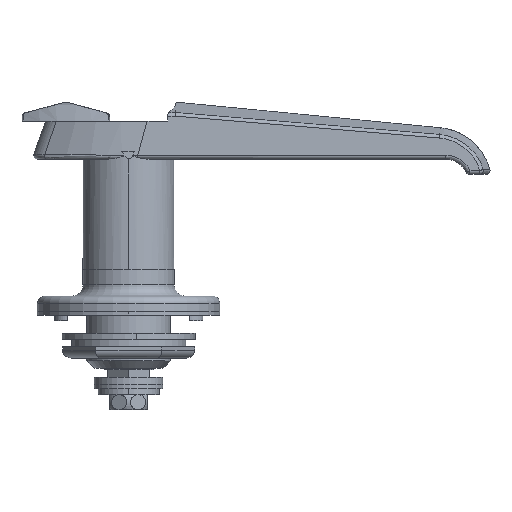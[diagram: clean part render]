
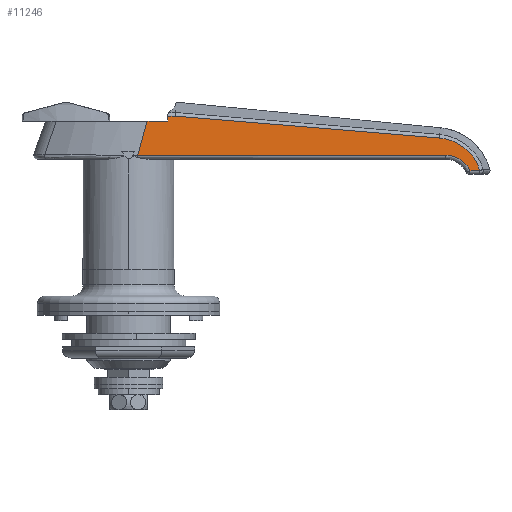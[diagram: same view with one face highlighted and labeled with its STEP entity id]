
A CAD part, left-side view. The second image highlights one B-rep face of the part: STEP entity #11246.
In plain terms, the highlighted planar face has unit normal (-0.998, -0.054, 0.026).
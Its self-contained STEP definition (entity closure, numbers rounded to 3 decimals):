
#389 = LINE ( 'NONE', #390, #4079 ) ;
#390 = CARTESIAN_POINT ( 'NONE',  ( -6.358, -99.986, 10. ) ) ;
#391 = DIRECTION ( 'NONE',  ( 0.054, -0.999, 0. ) ) ;
#441 = LINE ( 'NONE', #442, #12226 ) ;
#442 = CARTESIAN_POINT ( 'NONE',  ( -11.635, -4.137, 7.5 ) ) ;
#443 = DIRECTION ( 'NONE',  ( 0.04, -0.263, 0.964 ) ) ;
#1534 = PLANE ( 'NONE',  #10950 ) ;
#1535 = CARTESIAN_POINT ( 'NONE',  ( -6.619, -100., 0. ) ) ;
#1536 = DIRECTION ( 'NONE',  ( 0.998, 0.054, -0.026 ) ) ;
#1537 = DIRECTION ( 'NONE',  ( -0.054, 0.999, 0. ) ) ;
#1564 = LINE ( 'NONE', #1565, #10962 ) ;
#1565 = CARTESIAN_POINT ( 'NONE',  ( -6.496, -100.327, 4.027 ) ) ;
#1566 = DIRECTION ( 'NONE',  ( -0.052, 0.995, 0.082 ) ) ;
#1586 = LINE ( 'NONE', #1587, #10966 ) ;
#1587 = CARTESIAN_POINT ( 'NONE',  ( -6.3, -99.798, 12.606 ) ) ;
#1588 = DIRECTION ( 'NONE',  ( -0.055, 0.998, -0.015 ) ) ;
#1605 = LINE ( 'NONE', #1606, #10974 ) ;
#1606 = CARTESIAN_POINT ( 'NONE',  ( -7.498, -83.342, 1.026 ) ) ;
#1607 = DIRECTION ( 'NONE',  ( 0.054, -0.999, 0. ) ) ;
#1610 = CARTESIAN_POINT ( 'NONE',  ( -11.238, -10.234, 10. ) ) ;
#1611 = CARTESIAN_POINT ( 'NONE',  ( -11.226, -10.239, 10.43 ) ) ;
#1612 = CARTESIAN_POINT ( 'NONE',  ( -11.214, -10.244, 10.861 ) ) ;
#1613 = CARTESIAN_POINT ( 'NONE',  ( -11.203, -10.249, 11.292 ) ) ;
#1615 = LINE ( 'NONE', #1616, #10977 ) ;
#1616 = CARTESIAN_POINT ( 'NONE',  ( -6.697, -100.004, -2.974 ) ) ;
#1617 = DIRECTION ( 'NONE',  ( 0.054, -0.999, 0. ) ) ;
#1775 = CARTESIAN_POINT ( 'NONE',  ( -7.495, -83.397, 1.026 ) ) ;
#1776 = CARTESIAN_POINT ( 'NONE',  ( -7.344, -86.179, 1.026 ) ) ;
#1777 = CARTESIAN_POINT ( 'NONE',  ( -7.255, -88.53, -0.461 ) ) ;
#1778 = CARTESIAN_POINT ( 'NONE',  ( -7.256, -89.722, -2.974 ) ) ;
#1779 = CARTESIAN_POINT ( 'NONE',  ( -7.116, -92.305, -2.974 ) ) ;
#1780 = CARTESIAN_POINT ( 'NONE',  ( -7.109, -92.154, -2.385 ) ) ;
#1781 = CARTESIAN_POINT ( 'NONE',  ( -7.105, -91.949, -1.821 ) ) ;
#1782 = CARTESIAN_POINT ( 'NONE',  ( -7.104, -91.57, -1.006 ) ) ;
#1783 = CARTESIAN_POINT ( 'NONE',  ( -7.105, -91.432, -0.74 ) ) ;
#1784 = CARTESIAN_POINT ( 'NONE',  ( -7.107, -91.132, -0.218 ) ) ;
#1785 = CARTESIAN_POINT ( 'NONE',  ( -7.109, -90.969, 0.038 ) ) ;
#1786 = CARTESIAN_POINT ( 'NONE',  ( -7.118, -90.451, 0.784 ) ) ;
#1787 = CARTESIAN_POINT ( 'NONE',  ( -7.127, -90.069, 1.248 ) ) ;
#1788 = CARTESIAN_POINT ( 'NONE',  ( -7.143, -89.447, 1.9 ) ) ;
#1789 = CARTESIAN_POINT ( 'NONE',  ( -7.15, -89.232, 2.11 ) ) ;
#1790 = CARTESIAN_POINT ( 'NONE',  ( -7.163, -88.785, 2.516 ) ) ;
#1791 = CARTESIAN_POINT ( 'NONE',  ( -7.171, -88.553, 2.712 ) ) ;
#1792 = CARTESIAN_POINT ( 'NONE',  ( -7.195, -87.841, 3.271 ) ) ;
#1793 = CARTESIAN_POINT ( 'NONE',  ( -7.213, -87.345, 3.608 ) ) ;
#1794 = CARTESIAN_POINT ( 'NONE',  ( -7.253, -86.311, 4.213 ) ) ;
#1795 = CARTESIAN_POINT ( 'NONE',  ( -7.275, -85.772, 4.481 ) ) ;
#1796 = CARTESIAN_POINT ( 'NONE',  ( -7.324, -84.653, 4.942 ) ) ;
#1797 = CARTESIAN_POINT ( 'NONE',  ( -7.35, -84.082, 5.13 ) ) ;
#1798 = CARTESIAN_POINT ( 'NONE',  ( -7.406, -82.92, 5.418 ) ) ;
#1799 = CARTESIAN_POINT ( 'NONE',  ( -7.436, -82.327, 5.515 ) ) ;
#1800 = CARTESIAN_POINT ( 'NONE',  ( -7.467, -81.724, 5.568 ) ) ;
#3160 = EDGE_CURVE ( 'NONE', #10015, #10016, #389, .T. ) ;
#3171 = EDGE_CURVE ( 'NONE', #10022, #10015, #441, .T. ) ;
#4079 = VECTOR ( 'NONE', #391, 1000. ) ;
#8251 = EDGE_LOOP ( 'NONE', ( #11870, #11872, #11869, #11871, #11874, #11873, #11875, #11876, #11877 ) ) ;
#9620 = CARTESIAN_POINT ( 'NONE',  ( -11.532, -4.819, 10. ) ) ;
#9621 = CARTESIAN_POINT ( 'NONE',  ( -11.238, -10.234, 10. ) ) ;
#9627 = CARTESIAN_POINT ( 'NONE',  ( -11.9, -2.371, 1.026 ) ) ;
#9650 = CARTESIAN_POINT ( 'NONE',  ( -11.203, -10.249, 11.292 ) ) ;
#9651 = CARTESIAN_POINT ( 'NONE',  ( -7.495, -83.397, 1.026 ) ) ;
#9652 = CARTESIAN_POINT ( 'NONE',  ( -7.256, -89.722, -2.974 ) ) ;
#9653 = CARTESIAN_POINT ( 'NONE',  ( -7.116, -92.305, -2.974 ) ) ;
#9654 = CARTESIAN_POINT ( 'NONE',  ( -7.467, -81.724, 5.568 ) ) ;
#9655 = CARTESIAN_POINT ( 'NONE',  ( -11.092, -12.275, 11.322 ) ) ;
#10015 = VERTEX_POINT ( 'NONE', #9620 ) ;
#10016 = VERTEX_POINT ( 'NONE', #9621 ) ;
#10022 = VERTEX_POINT ( 'NONE', #9627 ) ;
#10053 = VERTEX_POINT ( 'NONE', #9650 ) ;
#10055 = VERTEX_POINT ( 'NONE', #9651 ) ;
#10057 = VERTEX_POINT ( 'NONE', #9652 ) ;
#10059 = VERTEX_POINT ( 'NONE', #9653 ) ;
#10060 = VERTEX_POINT ( 'NONE', #9654 ) ;
#10062 = VERTEX_POINT ( 'NONE', #9655 ) ;
#10950 = AXIS2_PLACEMENT_3D ( 'NONE', #1535, #1536, #1537 ) ;
#10951 = FACE_OUTER_BOUND ( 'NONE', #8251, .T. ) ;
#10962 = VECTOR ( 'NONE', #1566, 1000. ) ;
#10966 = VECTOR ( 'NONE', #1588, 1000. ) ;
#10974 = VECTOR ( 'NONE', #1607, 1000. ) ;
#10977 = VECTOR ( 'NONE', #1617, 1000. ) ;
#11246 = ADVANCED_FACE ( 'NONE', ( #10951 ), #1534, .F. ) ;
#11253 = EDGE_CURVE ( 'NONE', #10060, #10062, #1564, .T. ) ;
#11258 = EDGE_CURVE ( 'NONE', #10062, #10053, #1586, .T. ) ;
#11263 = EDGE_CURVE ( 'NONE', #10022, #10055, #1605, .T. ) ;
#11265 = EDGE_CURVE ( 'NONE', #10016, #10053, #12257, .T. ) ;
#11266 = EDGE_CURVE ( 'NONE', #10057, #10059, #1615, .T. ) ;
#11269 = EDGE_CURVE ( 'NONE', #10055, #10057, #12255, .T. ) ;
#11270 = EDGE_CURVE ( 'NONE', #10059, #10060, #12254, .T. ) ;
#11869 = ORIENTED_EDGE ( 'NONE', *, *, #3171, .F. ) ;
#11870 = ORIENTED_EDGE ( 'NONE', *, *, #11265, .F. ) ;
#11871 = ORIENTED_EDGE ( 'NONE', *, *, #11263, .T. ) ;
#11872 = ORIENTED_EDGE ( 'NONE', *, *, #3160, .F. ) ;
#11873 = ORIENTED_EDGE ( 'NONE', *, *, #11266, .T. ) ;
#11874 = ORIENTED_EDGE ( 'NONE', *, *, #11269, .T. ) ;
#11875 = ORIENTED_EDGE ( 'NONE', *, *, #11270, .T. ) ;
#11876 = ORIENTED_EDGE ( 'NONE', *, *, #11253, .T. ) ;
#11877 = ORIENTED_EDGE ( 'NONE', *, *, #11258, .T. ) ;
#12226 = VECTOR ( 'NONE', #443, 1000. ) ;
#12254 = B_SPLINE_CURVE_WITH_KNOTS ( 'NONE', 3,
 ( #1779, #1780, #1781, #1782, #1783, #1784, #1785, #1786, #1787, #1788, #1789, #1790, #1791, #1792, #1793, #1794, #1795, #1796, #1797, #1798, #1799, #1800 ),
 .UNSPECIFIED., .F., .F.,
 ( 4, 2, 2, 2, 2, 2, 2, 2, 2, 2, 4 ),
 ( 0., 0.002, 0.003, 0.004, 0.005, 0.006, 0.007, 0.009, 0.011, 0.013, 0.014 ),
 .UNSPECIFIED. ) ;
#12255 =( BOUNDED_CURVE ( )  B_SPLINE_CURVE ( 3, ( #1775, #1776, #1777, #1778 ),
 .UNSPECIFIED., .F., .T. ) 
 B_SPLINE_CURVE_WITH_KNOTS ( ( 4, 4 ),
 ( 2.02, 3.148 ),
 .UNSPECIFIED. ) 
 CURVE ( )  GEOMETRIC_REPRESENTATION_ITEM ( )  RATIONAL_B_SPLINE_CURVE ( ( 1., 0.897, 0.897, 1. ) ) 
 REPRESENTATION_ITEM ( '' )  );
#12257 =( BOUNDED_CURVE ( )  B_SPLINE_CURVE ( 3, ( #1610, #1611, #1612, #1613 ),
 .UNSPECIFIED., .F., .T. ) 
 B_SPLINE_CURVE_WITH_KNOTS ( ( 4, 4 ),
 ( 1.119, 1.12 ),
 .UNSPECIFIED. ) 
 CURVE ( )  GEOMETRIC_REPRESENTATION_ITEM ( )  RATIONAL_B_SPLINE_CURVE ( ( 1., 1., 1., 1. ) ) 
 REPRESENTATION_ITEM ( '' )  );
